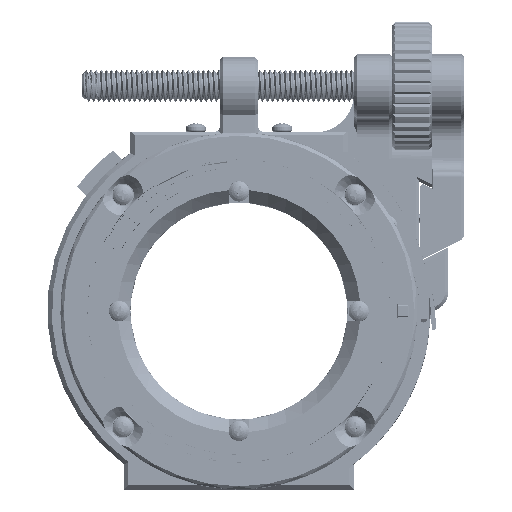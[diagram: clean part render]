
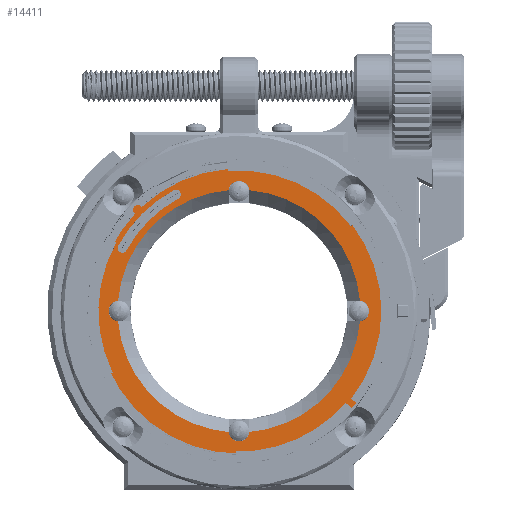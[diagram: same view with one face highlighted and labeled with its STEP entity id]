
A CAD part, top view. The second image highlights one B-rep face of the part: STEP entity #14411.
In plain terms, the highlighted planar face has unit normal (0, 0, 1).
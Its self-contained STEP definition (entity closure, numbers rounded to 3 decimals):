
#867=LINE('',#21329,#2171);
#869=LINE('',#21332,#2173);
#2171=VECTOR('',#17184,1000.);
#2173=VECTOR('',#17188,1000.);
#3413=PLANE('',#15507);
#4272=ORIENTED_EDGE('',*,*,#8411,.F.);
#4273=ORIENTED_EDGE('',*,*,#8401,.T.);
#4274=ORIENTED_EDGE('',*,*,#8395,.F.);
#4275=ORIENTED_EDGE('',*,*,#8399,.F.);
#4276=ORIENTED_EDGE('',*,*,#8412,.T.);
#4277=ORIENTED_EDGE('',*,*,#8413,.T.);
#4278=ORIENTED_EDGE('',*,*,#8414,.F.);
#4279=ORIENTED_EDGE('',*,*,#8415,.F.);
#4280=ORIENTED_EDGE('',*,*,#8416,.F.);
#4281=ORIENTED_EDGE('',*,*,#8417,.F.);
#4282=ORIENTED_EDGE('',*,*,#8418,.F.);
#4283=ORIENTED_EDGE('',*,*,#8419,.T.);
#4284=ORIENTED_EDGE('',*,*,#8420,.F.);
#4285=ORIENTED_EDGE('',*,*,#8421,.T.);
#4286=ORIENTED_EDGE('',*,*,#8422,.F.);
#4287=ORIENTED_EDGE('',*,*,#8423,.T.);
#4288=ORIENTED_EDGE('',*,*,#8424,.F.);
#4289=ORIENTED_EDGE('',*,*,#8425,.T.);
#8395=EDGE_CURVE('',#10495,#10496,#11887,.F.);
#8399=EDGE_CURVE('',#10498,#10495,#867,.T.);
#8401=EDGE_CURVE('',#10500,#10496,#869,.T.);
#8411=EDGE_CURVE('',#10500,#10508,#11896,.F.);
#8412=EDGE_CURVE('',#10498,#10509,#11897,.T.);
#8413=EDGE_CURVE('',#10509,#10508,#11898,.T.);
#8414=EDGE_CURVE('',#10510,#10511,#11899,.T.);
#8415=EDGE_CURVE('',#10512,#10510,#11900,.T.);
#8416=EDGE_CURVE('',#10513,#10512,#11901,.F.);
#8417=EDGE_CURVE('',#10511,#10513,#11902,.T.);
#8418=EDGE_CURVE('',#10514,#10515,#11903,.T.);
#8419=EDGE_CURVE('',#10514,#10516,#11904,.F.);
#8420=EDGE_CURVE('',#10517,#10516,#11905,.T.);
#8421=EDGE_CURVE('',#10517,#10518,#11906,.F.);
#8422=EDGE_CURVE('',#10519,#10518,#11907,.T.);
#8423=EDGE_CURVE('',#10519,#10520,#11908,.F.);
#8424=EDGE_CURVE('',#10521,#10520,#11909,.T.);
#8425=EDGE_CURVE('',#10521,#10515,#11910,.F.);
#10495=VERTEX_POINT('',#21319);
#10496=VERTEX_POINT('',#21321);
#10498=VERTEX_POINT('',#21327);
#10500=VERTEX_POINT('',#21333);
#10508=VERTEX_POINT('',#21353);
#10509=VERTEX_POINT('',#21355);
#10510=VERTEX_POINT('',#21358);
#10511=VERTEX_POINT('',#21359);
#10512=VERTEX_POINT('',#21361);
#10513=VERTEX_POINT('',#21363);
#10514=VERTEX_POINT('',#21366);
#10515=VERTEX_POINT('',#21367);
#10516=VERTEX_POINT('',#21369);
#10517=VERTEX_POINT('',#21371);
#10518=VERTEX_POINT('',#21373);
#10519=VERTEX_POINT('',#21375);
#10520=VERTEX_POINT('',#21377);
#10521=VERTEX_POINT('',#21379);
#11887=CIRCLE('',#15495,23.3);
#11896=CIRCLE('',#15508,22.3);
#11897=CIRCLE('',#15509,22.3);
#11898=CIRCLE('',#15510,0.75);
#11899=CIRCLE('',#15511,21.5);
#11900=CIRCLE('',#15512,0.75);
#11901=CIRCLE('',#15513,20.);
#11902=CIRCLE('',#15514,0.75);
#11903=CIRCLE('',#15515,1.625);
#11904=CIRCLE('',#15516,19.);
#11905=CIRCLE('',#15517,1.625);
#11906=CIRCLE('',#15518,19.);
#11907=CIRCLE('',#15519,1.625);
#11908=CIRCLE('',#15520,19.);
#11909=CIRCLE('',#15521,1.625);
#11910=CIRCLE('',#15522,19.);
#12457=EDGE_LOOP('',(#4272,#4273,#4274,#4275,#4276,#4277));
#12458=EDGE_LOOP('',(#4278,#4279,#4280,#4281));
#12459=EDGE_LOOP('',(#4282,#4283,#4284,#4285,#4286,#4287,#4288,#4289));
#13437=FACE_BOUND('',#12457,.T.);
#13438=FACE_BOUND('',#12458,.T.);
#13439=FACE_BOUND('',#12459,.T.);
#14411=ADVANCED_FACE('',(#13437,#13438,#13439),#3413,.T.);
#15495=AXIS2_PLACEMENT_3D('',#21320,#17176,#17177);
#15507=AXIS2_PLACEMENT_3D('',#21351,#17207,#17208);
#15508=AXIS2_PLACEMENT_3D('',#21352,#17209,#17210);
#15509=AXIS2_PLACEMENT_3D('',#21354,#17211,#17212);
#15510=AXIS2_PLACEMENT_3D('',#21356,#17213,#17214);
#15511=AXIS2_PLACEMENT_3D('',#21357,#17215,#17216);
#15512=AXIS2_PLACEMENT_3D('',#21360,#17217,#17218);
#15513=AXIS2_PLACEMENT_3D('',#21362,#17219,#17220);
#15514=AXIS2_PLACEMENT_3D('',#21364,#17221,#17222);
#15515=AXIS2_PLACEMENT_3D('',#21365,#17223,#17224);
#15516=AXIS2_PLACEMENT_3D('',#21368,#17225,#17226);
#15517=AXIS2_PLACEMENT_3D('',#21370,#17227,#17228);
#15518=AXIS2_PLACEMENT_3D('',#21372,#17229,#17230);
#15519=AXIS2_PLACEMENT_3D('',#21374,#17231,#17232);
#15520=AXIS2_PLACEMENT_3D('',#21376,#17233,#17234);
#15521=AXIS2_PLACEMENT_3D('',#21378,#17235,#17236);
#15522=AXIS2_PLACEMENT_3D('',#21380,#17237,#17238);
#17176=DIRECTION('',(0.,0.,1.));
#17177=DIRECTION('',(1.,0.,0.));
#17184=DIRECTION('',(0.791,-0.612,0.));
#17188=DIRECTION('',(0.612,-0.791,0.));
#17207=DIRECTION('',(0.,0.,1.));
#17208=DIRECTION('',(1.,0.,0.));
#17209=DIRECTION('',(0.,0.,1.));
#17210=DIRECTION('',(1.,0.,0.));
#17211=DIRECTION('',(0.,0.,1.));
#17212=DIRECTION('',(1.,0.,0.));
#17213=DIRECTION('',(0.,0.,1.));
#17214=DIRECTION('',(1.,0.,0.));
#17215=DIRECTION('',(0.,0.,1.));
#17216=DIRECTION('',(1.,0.,0.));
#17217=DIRECTION('',(0.,0.,1.));
#17218=DIRECTION('',(1.,0.,0.));
#17219=DIRECTION('',(0.,0.,1.));
#17220=DIRECTION('',(1.,0.,0.));
#17221=DIRECTION('',(0.,0.,1.));
#17222=DIRECTION('',(1.,0.,0.));
#17223=DIRECTION('',(0.,0.,1.));
#17224=DIRECTION('',(1.,0.,0.));
#17225=DIRECTION('',(0.,0.,1.));
#17226=DIRECTION('',(1.,0.,0.));
#17227=DIRECTION('',(0.,0.,1.));
#17228=DIRECTION('',(1.,0.,0.));
#17229=DIRECTION('',(0.,0.,1.));
#17230=DIRECTION('',(1.,0.,0.));
#17231=DIRECTION('',(0.,0.,1.));
#17232=DIRECTION('',(1.,0.,0.));
#17233=DIRECTION('',(0.,0.,1.));
#17234=DIRECTION('',(1.,0.,0.));
#17235=DIRECTION('',(0.,0.,1.));
#17236=DIRECTION('',(1.,0.,0.));
#17237=DIRECTION('',(0.,0.,1.));
#17238=DIRECTION('',(1.,0.,0.));
#21319=CARTESIAN_POINT('',(18.368,-14.336,5.));
#21320=CARTESIAN_POINT('',(0.,-0.001,5.));
#21321=CARTESIAN_POINT('',(14.336,-18.369,5.));
#21327=CARTESIAN_POINT('',(17.577,-13.724,5.));
#21329=CARTESIAN_POINT('',(9.233,-7.269,5.));
#21332=CARTESIAN_POINT('',(7.269,-9.233,5.));
#21333=CARTESIAN_POINT('',(13.723,-17.577,5.));
#21351=CARTESIAN_POINT('',(-100.,149.999,5.));
#21352=CARTESIAN_POINT('',(0.,0.,5.));
#21353=CARTESIAN_POINT('',(-16.284,15.235,5.));
#21354=CARTESIAN_POINT('',(0.,0.,5.));
#21355=CARTESIAN_POINT('',(-15.235,16.284,5.));
#21356=CARTESIAN_POINT('',(-15.839,15.839,5.));
#21357=CARTESIAN_POINT('',(0.,-0.001,5.));
#21358=CARTESIAN_POINT('',(-10.22,18.915,5.));
#21359=CARTESIAN_POINT('',(-18.915,10.22,5.));
#21360=CARTESIAN_POINT('',(-9.863,18.255,5.));
#21361=CARTESIAN_POINT('',(-9.507,17.595,5.));
#21362=CARTESIAN_POINT('',(0.,-0.001,5.));
#21363=CARTESIAN_POINT('',(-17.595,9.507,5.));
#21364=CARTESIAN_POINT('',(-18.255,9.864,5.));
#21365=CARTESIAN_POINT('',(0.,18.75,5.));
#21366=CARTESIAN_POINT('',(1.615,18.931,5.));
#21367=CARTESIAN_POINT('',(-1.615,18.931,5.));
#21368=CARTESIAN_POINT('',(0.,0.,5.));
#21369=CARTESIAN_POINT('',(18.931,1.615,5.));
#21370=CARTESIAN_POINT('',(18.75,0.,5.));
#21371=CARTESIAN_POINT('',(18.931,-1.615,5.));
#21372=CARTESIAN_POINT('',(0.,0.,5.));
#21373=CARTESIAN_POINT('',(1.615,-18.931,5.));
#21374=CARTESIAN_POINT('',(0.,-18.75,5.));
#21375=CARTESIAN_POINT('',(-1.615,-18.931,5.));
#21376=CARTESIAN_POINT('',(0.,0.,5.));
#21377=CARTESIAN_POINT('',(-18.931,-1.615,5.));
#21378=CARTESIAN_POINT('',(-18.75,0.,5.));
#21379=CARTESIAN_POINT('',(-18.931,1.615,5.));
#21380=CARTESIAN_POINT('',(0.,0.,5.));
